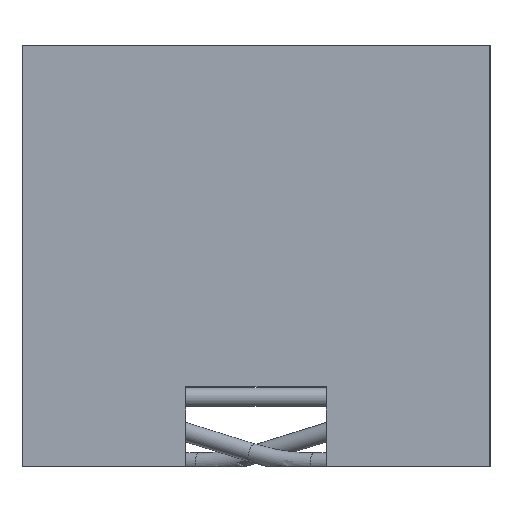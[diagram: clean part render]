
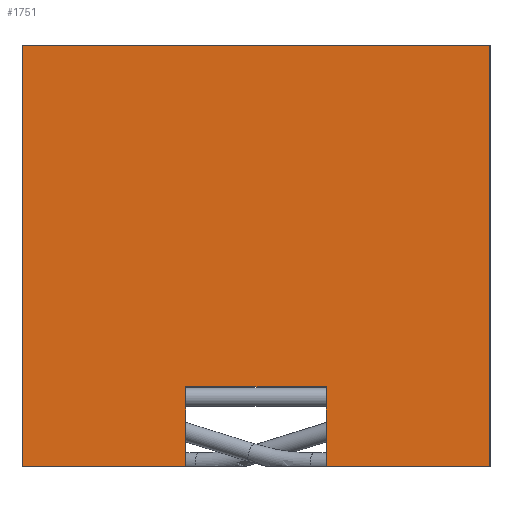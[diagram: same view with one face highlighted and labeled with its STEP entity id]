
A CAD part, left-side view. The second image highlights one B-rep face of the part: STEP entity #1751.
In plain terms, the highlighted planar face has unit normal (-1, 0, 0).
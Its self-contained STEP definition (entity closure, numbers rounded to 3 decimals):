
#260=ORIENTED_EDGE('',*,*,#511,.F.);
#261=ORIENTED_EDGE('',*,*,#527,.F.);
#262=ORIENTED_EDGE('',*,*,#528,.F.);
#263=ORIENTED_EDGE('',*,*,#529,.T.);
#264=ORIENTED_EDGE('',*,*,#530,.T.);
#265=ORIENTED_EDGE('',*,*,#487,.F.);
#266=ORIENTED_EDGE('',*,*,#531,.T.);
#267=ORIENTED_EDGE('',*,*,#502,.T.);
#487=EDGE_CURVE('',#630,#631,#745,.T.);
#502=EDGE_CURVE('',#641,#640,#758,.T.);
#511=EDGE_CURVE('',#647,#640,#765,.T.);
#527=EDGE_CURVE('',#659,#647,#776,.T.);
#528=EDGE_CURVE('',#660,#659,#777,.T.);
#529=EDGE_CURVE('',#660,#661,#778,.T.);
#530=EDGE_CURVE('',#661,#631,#779,.T.);
#531=EDGE_CURVE('',#630,#641,#780,.T.);
#630=VERTEX_POINT('',#2358);
#631=VERTEX_POINT('',#2360);
#640=VERTEX_POINT('',#2392);
#641=VERTEX_POINT('',#2394);
#647=VERTEX_POINT('',#2414);
#659=VERTEX_POINT('',#2444);
#660=VERTEX_POINT('',#2448);
#661=VERTEX_POINT('',#2450);
#745=LINE('',#2359,#821);
#758=LINE('',#2393,#834);
#765=LINE('',#2415,#841);
#776=LINE('',#2445,#852);
#777=LINE('',#2447,#853);
#778=LINE('',#2449,#854);
#779=LINE('',#2451,#855);
#780=LINE('',#2452,#856);
#821=VECTOR('',#2004,1000.);
#834=VECTOR('',#2025,1000.);
#841=VECTOR('',#2038,1000.);
#852=VECTOR('',#2063,1000.);
#853=VECTOR('',#2066,1000.);
#854=VECTOR('',#2067,1000.);
#855=VECTOR('',#2068,1000.);
#856=VECTOR('',#2069,1000.);
#882=EDGE_LOOP('',(#260,#261,#262,#263,#264,#265,#266,#267));
#1018=FACE_BOUND('',#882,.T.);
#1153=PLANE('',#1852);
#1751=ADVANCED_FACE('',(#1018),#1153,.T.);
#1852=AXIS2_PLACEMENT_3D('',#2446,#2064,#2065);
#2004=DIRECTION('',(0.,0.,-1.));
#2025=DIRECTION('',(0.,0.,-1.));
#2038=DIRECTION('',(0.,1.,0.));
#2063=DIRECTION('',(0.,0.,-1.));
#2064=DIRECTION('',(-1.,0.,0.));
#2065=DIRECTION('',(0.,0.,1.));
#2066=DIRECTION('',(0.,1.,0.));
#2067=DIRECTION('',(0.,0.,-1.));
#2068=DIRECTION('',(0.,-1.,0.));
#2069=DIRECTION('',(0.,1.,0.));
#2358=CARTESIAN_POINT('',(-0.6,-0.5,0.9));
#2359=CARTESIAN_POINT('',(-0.6,-0.5,0.03));
#2360=CARTESIAN_POINT('',(-0.6,-0.5,0.));
#2392=CARTESIAN_POINT('',(-0.6,0.5,0.));
#2393=CARTESIAN_POINT('',(-0.6,0.5,0.03));
#2394=CARTESIAN_POINT('',(-0.6,0.5,0.9));
#2414=CARTESIAN_POINT('',(-0.6,0.15,0.));
#2415=CARTESIAN_POINT('',(-0.6,0.15,0.));
#2444=CARTESIAN_POINT('',(-0.6,0.15,0.17));
#2445=CARTESIAN_POINT('',(-0.6,0.15,0.03));
#2446=CARTESIAN_POINT('',(-0.6,0.15,0.03));
#2447=CARTESIAN_POINT('',(-0.6,-0.4,0.17));
#2448=CARTESIAN_POINT('',(-0.6,-0.15,0.17));
#2449=CARTESIAN_POINT('',(-0.6,-0.15,0.03));
#2450=CARTESIAN_POINT('',(-0.6,-0.15,0.));
#2451=CARTESIAN_POINT('',(-0.6,-0.15,0.));
#2452=CARTESIAN_POINT('',(-0.6,-0.5,0.9));
